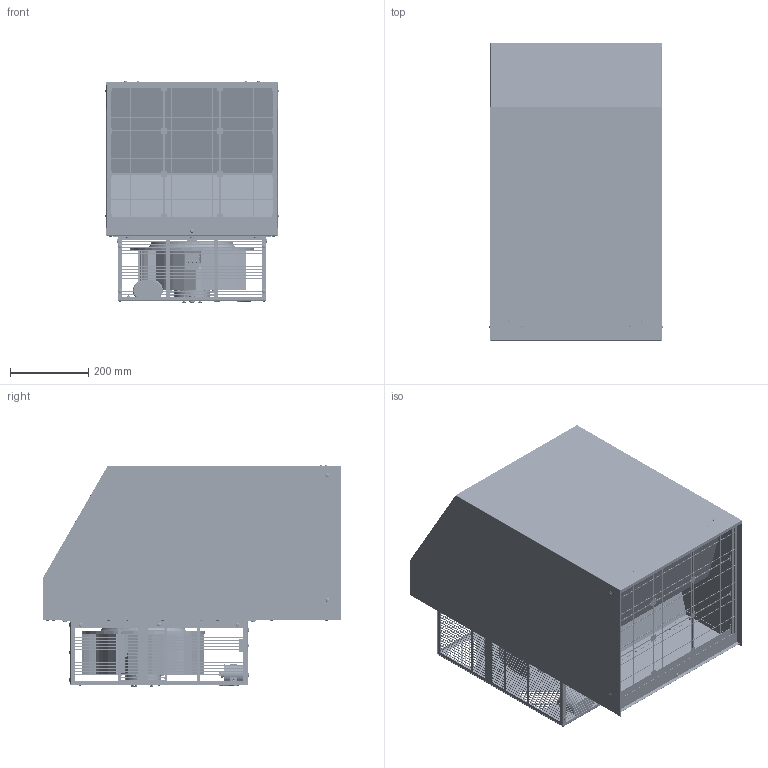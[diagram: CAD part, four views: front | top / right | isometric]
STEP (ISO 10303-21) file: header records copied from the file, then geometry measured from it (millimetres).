
FILE_DESCRIPTION (( 'STEP AP203' ), '1' );
FILE_NAME ('FINAL ASSY KNP315FL 115V.STEP', '2025-08-14T17:31:50', ( '' ), ( '' ), 'SwSTEP 2.0', 'SolidWorks 2024', '' );
FILE_SCHEMA (( 'CONFIG_CONTROL_DESIGN' ));
Length unit declared in the file: inch
Products named in the file (45): 3288-00-05GLV; 0430-18_91202A226; 3286-00-05GLV; 0643-05; 3286-00-12P; 0615-16_0615-16; 3286-00-15P; 0387-14; 0608-49; 0407-02; 0451-49_92750A310; 3288-00-08; 3288-00-06GLV; 0608-48; 9148-02; 0438-03_93580A122; 0608-51; 3286-00-11P; 0608-50; 970-440-42GLV; 3288-00-03GLV; 0621-06; 3288-00-09; 0438-02; 0451-49PLTD_92750A310; 3288-00-04GLV; 3288-00-10; 970-367-12P; 0450-01; 3286-00-06GLV; 3286-00-03GLV; 0194-49; FINAL ASSY KNP315FL 115V; 0452-12; 0387-22; 0912-13; 0434-37; 3286-00-04GLV; 0434-38
Assembly tree (131 placements, depth 5):
  0643-05
  9148-02
  FINAL ASSY KNP315FL 115V
    3286-00-15P
      3286-00-03GLV
      3286-00-04GLV
    3286-00-05GLV
      3286-00-05GLV
      0434-38  x6
      0434-37  x10
    0387-22  x19
    0451-49_92750A310  x6
    3286-00-06GLV  x2
    0387-14  x10
    3286-00-11P
      3286-00-11P
      0434-38
    3286-00-12P
      3286-00-12P
    0451-49PLTD_92750A310
    3288-00-10
      3288-00-08
        3288-00-04GLV
          3288-00-04GLV
          0438-03_93580A122  x3
        3288-00-05GLV
        3288-00-06GLV
        0387-22  x16
        0407-02
      3288-00-09
        3288-00-03GLV
          3288-00-03GLV
          0438-02  x4
        970-367-12P
          970-367-12P
        0407-02  x4
      0407-02  x2
      0387-22  x6
      0912-13
      0450-01
      0621-06
      0615-16_0615-16  x5
      0430-18_91202A226  x5
      0608-49
      0608-51
      0608-48
      0608-50
      0194-49
      0452-12
      970-440-42GLV
Bounding box: 443.48 x 762 x 567.7 mm (x, y, z)
Volume: 3304630 mm3; surface area: 4796805.8 mm2
Topology: 125 solids, 125 shells, 7839 faces, 20472 edges, 13169 vertices
Faces by surface type: plane 3639, cylinder 2686, cone 625, bspline 588, torus 301
Entity records: 160904 total; most frequent: CARTESIAN_POINT 41050, ORIENTED_EDGE 23860, DIRECTION 22304, EDGE_CURVE 11930, VECTOR 8528, LINE 8528, VERTEX_POINT 7728, AXIS2_PLACEMENT_3D 6888
